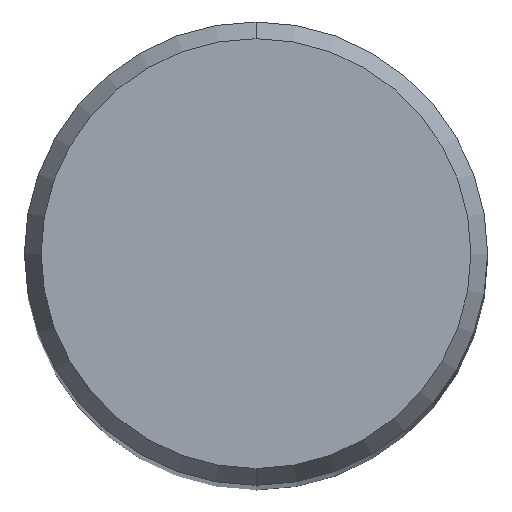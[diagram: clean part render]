
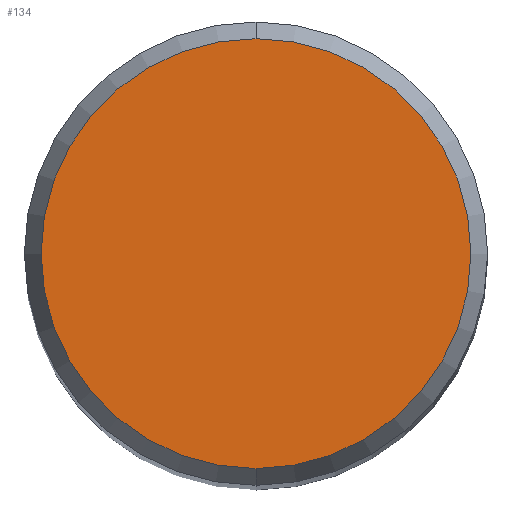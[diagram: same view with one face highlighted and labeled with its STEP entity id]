
A CAD part, top view. The second image highlights one B-rep face of the part: STEP entity #134.
In plain terms, the highlighted planar face has unit normal (0, 0, 1).
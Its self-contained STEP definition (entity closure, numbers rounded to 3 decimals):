
#120=VERTEX_POINT('',#262);
#122=EDGE_CURVE('',#120,#164,#264,.T.);
#134=ADVANCED_FACE('',(#277),#278,.T.);
#164=VERTEX_POINT('',#314);
#212=EDGE_CURVE('',#164,#120,#370,.T.);
#262=CARTESIAN_POINT('',(0.,-2.946,0.01));
#264=CIRCLE('',#427,2.946);
#277=FACE_OUTER_BOUND('',#442,.T.);
#278=PLANE('',#443);
#314=CARTESIAN_POINT('',(0.0,2.946,0.01));
#370=CIRCLE('',#555,2.946);
#427=AXIS2_PLACEMENT_3D('',#587,#588,#589);
#442=EDGE_LOOP('',(#605,#606));
#443=AXIS2_PLACEMENT_3D('',#607,#608,#609);
#555=AXIS2_PLACEMENT_3D('',#737,#738,#739);
#587=CARTESIAN_POINT('',(0.0,0.0,0.01));
#588=DIRECTION('',(0.0,0.0,-1.0));
#589=DIRECTION('',(0.0,1.0,0.0));
#605=ORIENTED_EDGE('',*,*,#212,.F.);
#606=ORIENTED_EDGE('',*,*,#122,.F.);
#607=CARTESIAN_POINT('',(0.0,1.473,0.01));
#608=DIRECTION('',(-0.0,0.0,1.0));
#609=DIRECTION('',(0.0,-1.0,0.0));
#737=CARTESIAN_POINT('',(0.0,0.0,0.01));
#738=DIRECTION('',(0.0,0.0,-1.0));
#739=DIRECTION('',(0.0,1.0,0.0));
